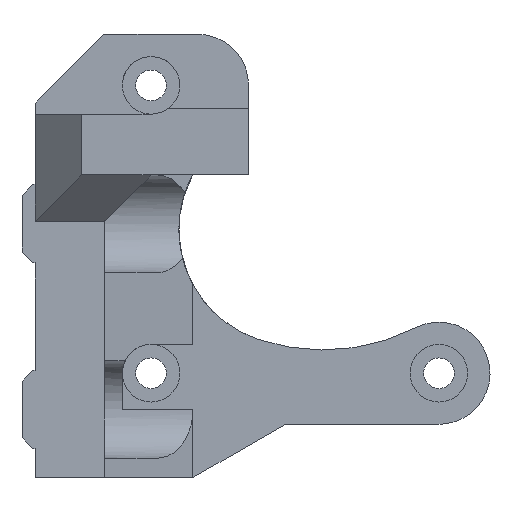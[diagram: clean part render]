
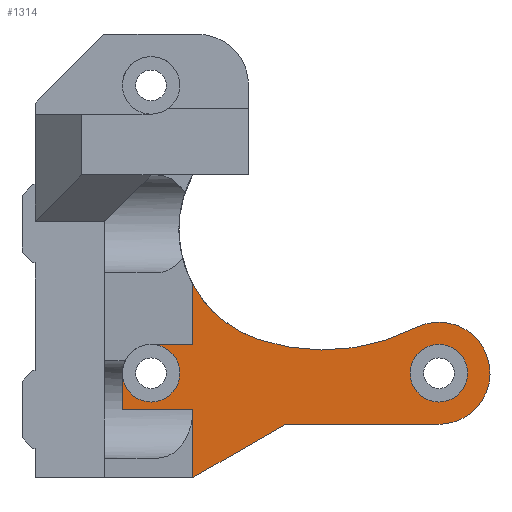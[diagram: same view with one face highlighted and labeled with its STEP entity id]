
A CAD part, front view. The second image highlights one B-rep face of the part: STEP entity #1314.
In plain terms, the highlighted planar face has unit normal (0, -1, 0).
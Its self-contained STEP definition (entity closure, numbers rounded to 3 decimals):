
#21=FACE_BOUND('',#502,.T.);
#51=PLANE('',#1416);
#114=LINE('',#1935,#260);
#115=LINE('',#1941,#261);
#121=LINE('',#1954,#267);
#139=LINE('',#2008,#285);
#148=LINE('',#2028,#294);
#162=LINE('',#2059,#308);
#163=LINE('',#2061,#309);
#260=VECTOR('',#1540,10.);
#261=VECTOR('',#1545,10.);
#267=VECTOR('',#1557,10.);
#285=VECTOR('',#1603,10.);
#294=VECTOR('',#1620,10.);
#308=VECTOR('',#1648,10.);
#309=VECTOR('',#1649,10.);
#426=FACE_OUTER_BOUND('',#501,.T.);
#501=EDGE_LOOP('',(#1052,#1053,#1054,#1055,#1056,#1057,#1058,#1059,#1060,
#1061,#1062));
#502=EDGE_LOOP('',(#1063));
#553=CIRCLE('',#1375,12.5);
#565=CIRCLE('',#1417,3.1);
#566=CIRCLE('',#1418,5.5);
#567=CIRCLE('',#1419,21.923);
#568=CIRCLE('',#1420,3.1);
#595=VERTEX_POINT('',#1876);
#596=VERTEX_POINT('',#1878);
#616=VERTEX_POINT('',#1931);
#617=VERTEX_POINT('',#1933);
#618=VERTEX_POINT('',#1937);
#620=VERTEX_POINT('',#1940);
#640=VERTEX_POINT('',#2006);
#647=VERTEX_POINT('',#2026);
#657=VERTEX_POINT('',#2058);
#658=VERTEX_POINT('',#2060);
#659=VERTEX_POINT('',#2062);
#660=VERTEX_POINT('',#2065);
#721=EDGE_CURVE('',#596,#595,#553,.T.);
#749=EDGE_CURVE('',#617,#616,#114,.T.);
#751=EDGE_CURVE('',#618,#620,#115,.T.);
#758=EDGE_CURVE('',#595,#616,#121,.T.);
#784=EDGE_CURVE('',#640,#618,#139,.T.);
#794=EDGE_CURVE('',#640,#647,#148,.T.);
#808=EDGE_CURVE('',#620,#617,#565,.T.);
#809=EDGE_CURVE('',#647,#657,#162,.T.);
#810=EDGE_CURVE('',#657,#658,#163,.T.);
#811=EDGE_CURVE('',#659,#658,#566,.T.);
#812=EDGE_CURVE('',#659,#596,#567,.T.);
#813=EDGE_CURVE('',#660,#660,#568,.T.);
#1052=ORIENTED_EDGE('',*,*,#758,.T.);
#1053=ORIENTED_EDGE('',*,*,#749,.F.);
#1054=ORIENTED_EDGE('',*,*,#808,.F.);
#1055=ORIENTED_EDGE('',*,*,#751,.F.);
#1056=ORIENTED_EDGE('',*,*,#784,.F.);
#1057=ORIENTED_EDGE('',*,*,#794,.T.);
#1058=ORIENTED_EDGE('',*,*,#809,.T.);
#1059=ORIENTED_EDGE('',*,*,#810,.T.);
#1060=ORIENTED_EDGE('',*,*,#811,.F.);
#1061=ORIENTED_EDGE('',*,*,#812,.T.);
#1062=ORIENTED_EDGE('',*,*,#721,.T.);
#1063=ORIENTED_EDGE('',*,*,#813,.F.);
#1314=ADVANCED_FACE('',(#426,#21),#51,.F.);
#1375=AXIS2_PLACEMENT_3D('',#1879,#1492,#1493);
#1416=AXIS2_PLACEMENT_3D('',#2056,#1644,#1645);
#1417=AXIS2_PLACEMENT_3D('',#2057,#1646,#1647);
#1418=AXIS2_PLACEMENT_3D('',#2063,#1650,#1651);
#1419=AXIS2_PLACEMENT_3D('',#2064,#1652,#1653);
#1420=AXIS2_PLACEMENT_3D('',#2066,#1654,#1655);
#1492=DIRECTION('center_axis',(0.,1.,0.));
#1493=DIRECTION('ref_axis',(-0.321,0.,-0.947));
#1540=DIRECTION('',(1.,0.,0.));
#1545=DIRECTION('',(0.,0.,1.));
#1557=DIRECTION('',(0.,0.,-1.));
#1603=DIRECTION('',(-1.,0.,0.));
#1620=DIRECTION('',(0.,0.,-1.));
#1644=DIRECTION('center_axis',(0.,1.,0.));
#1645=DIRECTION('ref_axis',(1.,0.,0.));
#1646=DIRECTION('center_axis',(0.,-1.,0.));
#1647=DIRECTION('ref_axis',(1.,0.,0.));
#1648=DIRECTION('',(0.866,0.,0.5));
#1649=DIRECTION('',(1.,0.,0.));
#1650=DIRECTION('center_axis',(0.,1.,0.));
#1651=DIRECTION('ref_axis',(-0.455,0.,0.891));
#1652=DIRECTION('center_axis',(0.,1.,0.));
#1653=DIRECTION('ref_axis',(0.455,0.,-0.891));
#1654=DIRECTION('center_axis',(0.,-1.,0.));
#1655=DIRECTION('ref_axis',(1.,0.,0.));
#1876=CARTESIAN_POINT('',(4.5,0.,9.563));
#1878=CARTESIAN_POINT('',(11.482,0.,3.663));
#1879=CARTESIAN_POINT('Origin',(15.5,0.,15.5));
#1931=CARTESIAN_POINT('',(4.5,0.,3.1));
#1933=CARTESIAN_POINT('',(0.,0.,3.1));
#1935=CARTESIAN_POINT('',(0.,0.,3.1));
#1937=CARTESIAN_POINT('',(-3.1,0.,-3.9));
#1940=CARTESIAN_POINT('',(-3.1,0.,0.));
#1941=CARTESIAN_POINT('',(-3.1,0.,-3.9));
#1954=CARTESIAN_POINT('',(4.5,0.,16.988));
#2006=CARTESIAN_POINT('',(4.5,0.,-3.9));
#2008=CARTESIAN_POINT('',(-5.,0.,-3.9));
#2026=CARTESIAN_POINT('',(4.5,0.,-11.25));
#2028=CARTESIAN_POINT('',(4.5,0.,16.988));
#2056=CARTESIAN_POINT('Origin',(11.3,0.,12.625));
#2057=CARTESIAN_POINT('Origin',(0.,0.,0.));
#2058=CARTESIAN_POINT('',(14.459,0.,-5.5));
#2059=CARTESIAN_POINT('',(4.5,0.,-11.25));
#2060=CARTESIAN_POINT('',(31.,0.,-5.5));
#2061=CARTESIAN_POINT('',(14.459,0.,-5.5));
#2062=CARTESIAN_POINT('',(28.499,0.,4.898));
#2063=CARTESIAN_POINT('Origin',(31.,0.,0.));
#2064=CARTESIAN_POINT('Origin',(18.529,0.,24.423));
#2065=CARTESIAN_POINT('',(27.9,0.,0.));
#2066=CARTESIAN_POINT('Origin',(31.,0.,0.));
